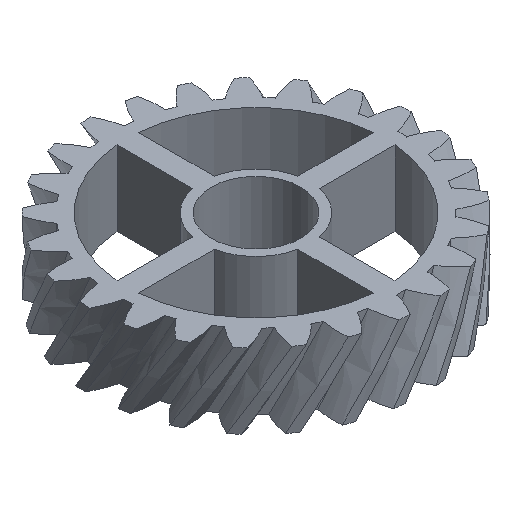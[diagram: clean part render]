
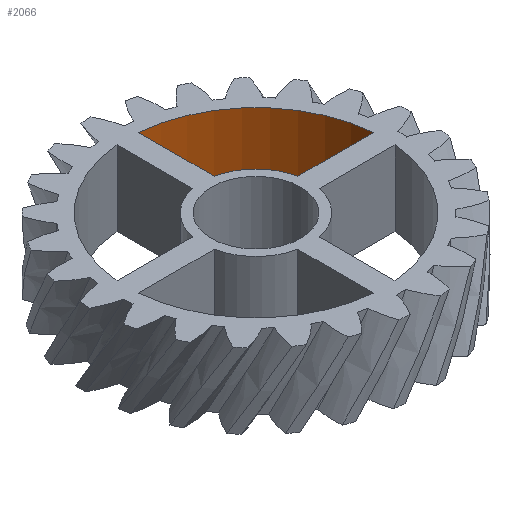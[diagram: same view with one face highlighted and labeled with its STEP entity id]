
A CAD part, isometric view. The second image highlights one B-rep face of the part: STEP entity #2066.
In plain terms, the highlighted cylindrical face has radius 12 mm (diameter 24 mm), a partial arc.
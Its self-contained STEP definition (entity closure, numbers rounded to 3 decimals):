
#352=CIRCLE('',#2211,12.);
#353=CIRCLE('',#2212,12.);
#419=CYLINDRICAL_SURFACE('',#2210,12.);
#455=FACE_OUTER_BOUND('',#574,.T.);
#574=EDGE_LOOP('',(#1363,#1364,#1365,#1366));
#701=LINE('',#2582,#734);
#707=LINE('',#2597,#740);
#734=VECTOR('',#2322,10.);
#740=VECTOR('',#2336,10.);
#766=VERTEX_POINT('',#2578);
#768=VERTEX_POINT('',#2581);
#772=VERTEX_POINT('',#2593);
#773=VERTEX_POINT('',#2595);
#1001=EDGE_CURVE('',#768,#766,#701,.T.);
#1009=EDGE_CURVE('',#773,#772,#707,.T.);
#1010=EDGE_CURVE('',#772,#766,#352,.T.);
#1011=EDGE_CURVE('',#768,#773,#353,.T.);
#1363=ORIENTED_EDGE('',*,*,#1010,.F.);
#1364=ORIENTED_EDGE('',*,*,#1009,.F.);
#1365=ORIENTED_EDGE('',*,*,#1011,.F.);
#1366=ORIENTED_EDGE('',*,*,#1001,.T.);
#2066=ADVANCED_FACE('',(#455),#419,.F.);
#2210=AXIS2_PLACEMENT_3D('',#2598,#2337,#2338);
#2211=AXIS2_PLACEMENT_3D('',#2599,#2339,#2340);
#2212=AXIS2_PLACEMENT_3D('',#2600,#2341,#2342);
#2322=DIRECTION('',(0.,0.,-1.));
#2336=DIRECTION('',(0.,0.,-1.));
#2337=DIRECTION('center_axis',(0.,0.,-1.));
#2338=DIRECTION('ref_axis',(1.,0.,0.));
#2339=DIRECTION('center_axis',(0.,0.,1.));
#2340=DIRECTION('ref_axis',(1.,0.,0.));
#2341=DIRECTION('center_axis',(0.,0.,-1.));
#2342=DIRECTION('ref_axis',(1.,0.,0.));
#2578=CARTESIAN_POINT('',(1.,11.958,0.));
#2581=CARTESIAN_POINT('',(1.,11.958,7.));
#2582=CARTESIAN_POINT('',(1.,11.958,7.));
#2593=CARTESIAN_POINT('',(11.958,1.,0.));
#2595=CARTESIAN_POINT('',(11.958,1.,7.));
#2597=CARTESIAN_POINT('',(11.958,1.,7.));
#2598=CARTESIAN_POINT('Origin',(0.,0.,7.));
#2599=CARTESIAN_POINT('Origin',(0.,0.,0.));
#2600=CARTESIAN_POINT('Origin',(0.,0.,7.));
